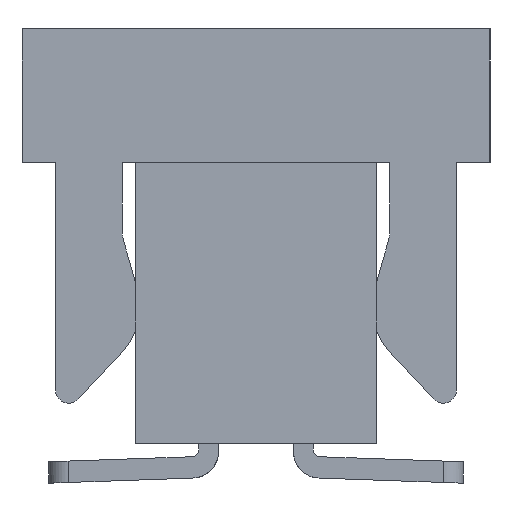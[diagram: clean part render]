
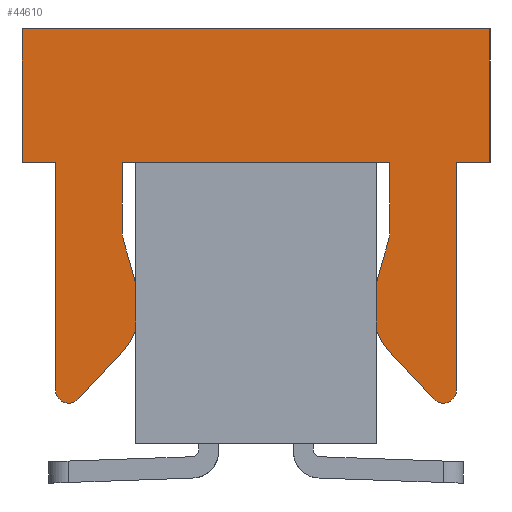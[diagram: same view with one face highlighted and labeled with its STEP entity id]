
A CAD part, left-side view. The second image highlights one B-rep face of the part: STEP entity #44610.
In plain terms, the highlighted planar face has unit normal (-1, 0, 0).
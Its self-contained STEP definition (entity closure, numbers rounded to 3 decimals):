
#44090=CARTESIAN_POINT('',(-3.,-1.75,2.05));
#44091=VERTEX_POINT('',#44090);
#44098=CARTESIAN_POINT('',(-3.,-1.75,1.05));
#44099=VERTEX_POINT('',#44098);
#44100=CARTESIAN_POINT('',(-3.,-1.75,2.05));
#44101=DIRECTION('',(0.,0.,-1.));
#44102=VECTOR('',#44101,1.);
#44103=LINE('',#44100,#44102);
#44104=EDGE_CURVE('',#44091,#44099,#44103,.T.);
#44120=CARTESIAN_POINT('',(-3.,-1.5,1.05));
#44121=VERTEX_POINT('',#44120);
#44122=CARTESIAN_POINT('',(-3.,-1.75,1.05));
#44123=DIRECTION('',(0.,1.,0.));
#44124=VECTOR('',#44123,0.25);
#44125=LINE('',#44122,#44124);
#44126=EDGE_CURVE('',#44099,#44121,#44125,.T.);
#44397=CARTESIAN_POINT('',(-3.,1.75,2.05));
#44398=VERTEX_POINT('',#44397);
#44405=CARTESIAN_POINT('',(-3.,1.75,2.05));
#44406=DIRECTION('',(0.,-1.,0.));
#44407=VECTOR('',#44406,3.5);
#44408=LINE('',#44405,#44407);
#44409=EDGE_CURVE('',#44398,#44091,#44408,.T.);
#44460=CARTESIAN_POINT('',(-3.,-1.75,-0.75));
#44461=DIRECTION('',(0.,0.,1.));
#44462=DIRECTION('',(-1.,0.,0.));
#44463=AXIS2_PLACEMENT_3D('',#44460,#44462,#44461);
#44464=PLANE('',#44463);
#44465=CARTESIAN_POINT('',(-3.,-1.,0.521));
#44466=VERTEX_POINT('',#44465);
#44467=CARTESIAN_POINT('',(-3.,-0.994,0.479));
#44468=VERTEX_POINT('',#44467);
#44469=CARTESIAN_POINT('',(-3.,-0.85,0.521));
#44470=DIRECTION('',(0.,-1.,0.));
#44471=DIRECTION('',(1.,0.,0.));
#44472=AXIS2_PLACEMENT_3D('',#44469,#44471,#44470);
#44473=CIRCLE('',#44472,0.15);
#44474=EDGE_CURVE('',#44466,#44468,#44473,.T.);
#44475=ORIENTED_EDGE('',*,*,#44474,.T.);
#44476=CARTESIAN_POINT('',(-3.,-0.888,0.108));
#44477=VERTEX_POINT('',#44476);
#44478=CARTESIAN_POINT('',(-3.,-0.994,0.479));
#44479=DIRECTION('',(0.,0.276,-0.961));
#44480=VECTOR('',#44479,0.386);
#44481=LINE('',#44478,#44480);
#44482=EDGE_CURVE('',#44468,#44477,#44481,.T.);
#44483=ORIENTED_EDGE('',*,*,#44482,.T.);
#44484=CARTESIAN_POINT('',(-3.,-1.003,-0.371));
#44485=VERTEX_POINT('',#44484);
#44486=CARTESIAN_POINT('',(-3.,-1.368,-0.03));
#44487=DIRECTION('',(0.,0.961,0.276));
#44488=DIRECTION('',(-1.,0.,0.));
#44489=AXIS2_PLACEMENT_3D('',#44486,#44488,#44487);
#44490=CIRCLE('',#44489,0.5);
#44491=EDGE_CURVE('',#44477,#44485,#44490,.T.);
#44492=ORIENTED_EDGE('',*,*,#44491,.T.);
#44493=CARTESIAN_POINT('',(-3.,-1.327,-0.718));
#44494=VERTEX_POINT('',#44493);
#44495=CARTESIAN_POINT('',(-3.,-1.003,-0.371));
#44496=DIRECTION('',(0.,-0.682,-0.731));
#44497=VECTOR('',#44496,0.475);
#44498=LINE('',#44495,#44497);
#44499=EDGE_CURVE('',#44485,#44494,#44498,.T.);
#44500=ORIENTED_EDGE('',*,*,#44499,.T.);
#44501=CARTESIAN_POINT('',(-3.,-1.5,-0.65));
#44502=VERTEX_POINT('',#44501);
#44503=CARTESIAN_POINT('',(-3.,-1.4,-0.65));
#44504=DIRECTION('',(0.,0.731,-0.682));
#44505=DIRECTION('',(-1.,0.,0.));
#44506=AXIS2_PLACEMENT_3D('',#44503,#44505,#44504);
#44507=CIRCLE('',#44506,0.1);
#44508=EDGE_CURVE('',#44494,#44502,#44507,.T.);
#44509=ORIENTED_EDGE('',*,*,#44508,.T.);
#44510=CARTESIAN_POINT('',(-3.,-1.5,-0.65));
#44511=DIRECTION('',(0.,0.,1.));
#44512=VECTOR('',#44511,1.7);
#44513=LINE('',#44510,#44512);
#44514=EDGE_CURVE('',#44502,#44121,#44513,.T.);
#44515=ORIENTED_EDGE('',*,*,#44514,.T.);
#44516=ORIENTED_EDGE('',*,*,#44126,.F.);
#44517=ORIENTED_EDGE('',*,*,#44104,.F.);
#44518=ORIENTED_EDGE('',*,*,#44409,.F.);
#44519=CARTESIAN_POINT('',(-3.,1.75,1.05));
#44520=VERTEX_POINT('',#44519);
#44521=CARTESIAN_POINT('',(-3.,1.75,2.05));
#44522=DIRECTION('',(0.,0.,-1.));
#44523=VECTOR('',#44522,1.);
#44524=LINE('',#44521,#44523);
#44525=EDGE_CURVE('',#44398,#44520,#44524,.T.);
#44526=ORIENTED_EDGE('',*,*,#44525,.T.);
#44527=CARTESIAN_POINT('',(-3.,1.5,1.05));
#44528=VERTEX_POINT('',#44527);
#44529=CARTESIAN_POINT('',(-3.,1.75,1.05));
#44530=DIRECTION('',(0.,-1.,0.));
#44531=VECTOR('',#44530,0.25);
#44532=LINE('',#44529,#44531);
#44533=EDGE_CURVE('',#44520,#44528,#44532,.T.);
#44534=ORIENTED_EDGE('',*,*,#44533,.T.);
#44535=CARTESIAN_POINT('',(-3.,1.5,-0.65));
#44536=VERTEX_POINT('',#44535);
#44537=CARTESIAN_POINT('',(-3.,1.5,1.05));
#44538=DIRECTION('',(0.,0.,-1.));
#44539=VECTOR('',#44538,1.7);
#44540=LINE('',#44537,#44539);
#44541=EDGE_CURVE('',#44528,#44536,#44540,.T.);
#44542=ORIENTED_EDGE('',*,*,#44541,.T.);
#44543=CARTESIAN_POINT('',(-3.,1.327,-0.718));
#44544=VERTEX_POINT('',#44543);
#44545=CARTESIAN_POINT('',(-3.,1.4,-0.65));
#44546=DIRECTION('',(0.,1.,0.));
#44547=DIRECTION('',(-1.,0.,0.));
#44548=AXIS2_PLACEMENT_3D('',#44545,#44547,#44546);
#44549=CIRCLE('',#44548,0.1);
#44550=EDGE_CURVE('',#44536,#44544,#44549,.T.);
#44551=ORIENTED_EDGE('',*,*,#44550,.T.);
#44552=CARTESIAN_POINT('',(-3.,1.003,-0.371));
#44553=VERTEX_POINT('',#44552);
#44554=CARTESIAN_POINT('',(-3.,1.327,-0.718));
#44555=DIRECTION('',(0.,-0.682,0.731));
#44556=VECTOR('',#44555,0.475);
#44557=LINE('',#44554,#44556);
#44558=EDGE_CURVE('',#44544,#44553,#44557,.T.);
#44559=ORIENTED_EDGE('',*,*,#44558,.T.);
#44560=CARTESIAN_POINT('',(-3.,0.888,0.108));
#44561=VERTEX_POINT('',#44560);
#44562=CARTESIAN_POINT('',(-3.,1.368,-0.03));
#44563=DIRECTION('',(0.,-0.731,-0.682));
#44564=DIRECTION('',(-1.,0.,0.));
#44565=AXIS2_PLACEMENT_3D('',#44562,#44564,#44563);
#44566=CIRCLE('',#44565,0.5);
#44567=EDGE_CURVE('',#44553,#44561,#44566,.T.);
#44568=ORIENTED_EDGE('',*,*,#44567,.T.);
#44569=CARTESIAN_POINT('',(-3.,0.994,0.479));
#44570=VERTEX_POINT('',#44569);
#44571=CARTESIAN_POINT('',(-3.,0.888,0.108));
#44572=DIRECTION('',(0.,0.276,0.961));
#44573=VECTOR('',#44572,0.386);
#44574=LINE('',#44571,#44573);
#44575=EDGE_CURVE('',#44561,#44570,#44574,.T.);
#44576=ORIENTED_EDGE('',*,*,#44575,.T.);
#44577=CARTESIAN_POINT('',(-3.,1.,0.521));
#44578=VERTEX_POINT('',#44577);
#44579=CARTESIAN_POINT('',(-3.,0.85,0.521));
#44580=DIRECTION('',(0.,0.961,-0.276));
#44581=DIRECTION('',(1.,0.,0.));
#44582=AXIS2_PLACEMENT_3D('',#44579,#44581,#44580);
#44583=CIRCLE('',#44582,0.15);
#44584=EDGE_CURVE('',#44570,#44578,#44583,.T.);
#44585=ORIENTED_EDGE('',*,*,#44584,.T.);
#44586=CARTESIAN_POINT('',(-3.,1.,1.05));
#44587=VERTEX_POINT('',#44586);
#44588=CARTESIAN_POINT('',(-3.,1.,0.521));
#44589=DIRECTION('',(0.,0.,1.));
#44590=VECTOR('',#44589,0.529);
#44591=LINE('',#44588,#44590);
#44592=EDGE_CURVE('',#44578,#44587,#44591,.T.);
#44593=ORIENTED_EDGE('',*,*,#44592,.T.);
#44594=CARTESIAN_POINT('',(-3.,-1.,1.05));
#44595=VERTEX_POINT('',#44594);
#44596=CARTESIAN_POINT('',(-3.,1.,1.05));
#44597=DIRECTION('',(0.,-1.,0.));
#44598=VECTOR('',#44597,2.);
#44599=LINE('',#44596,#44598);
#44600=EDGE_CURVE('',#44587,#44595,#44599,.T.);
#44601=ORIENTED_EDGE('',*,*,#44600,.T.);
#44602=CARTESIAN_POINT('',(-3.,-1.,1.05));
#44603=DIRECTION('',(0.,0.,-1.));
#44604=VECTOR('',#44603,0.529);
#44605=LINE('',#44602,#44604);
#44606=EDGE_CURVE('',#44595,#44466,#44605,.T.);
#44607=ORIENTED_EDGE('',*,*,#44606,.T.);
#44608=EDGE_LOOP('',(#44475,#44483,#44492,#44500,#44509,#44515,#44516,#44517,#44518,#44526,#44534,#44542,#44551,#44559,#44568,#44576,#44585,#44593,#44601,#44607));
#44609=FACE_OUTER_BOUND('',#44608,.T.);
#44610=ADVANCED_FACE('',(#44609),#44464,.T.);
